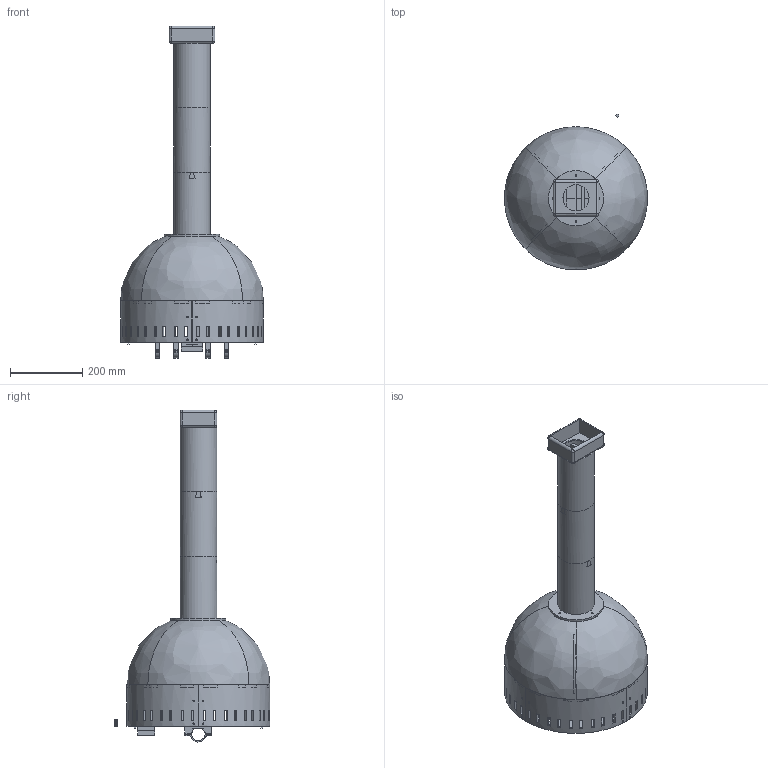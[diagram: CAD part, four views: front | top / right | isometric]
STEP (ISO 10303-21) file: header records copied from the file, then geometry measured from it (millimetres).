
FILE_DESCRIPTION(/* description */ (''),/* implementation_level */ '2;1');
FILE_NAME(/* name */ 'ASMR Robot CAD Files.step',/* time_stamp */ '2025-05-17T20:36:12-05:00',/* author */ (''),/* organization */ (''),/* preprocessor_version */ 'ST-DEVELOPER v20.1',/* originating_system */ 'Autodesk Translation Framework v14.4.0.0',/* authorisation */ '');
FILE_SCHEMA (('AUTOMOTIVE_DESIGN { 1 0 10303 214 3 1 1 }'));
Length unit declared in the file: inch
Products named in the file (1): First Design
Bounding box: 394.97 x 430.32 x 917.4 mm (x, y, z)
Volume: 8595638.4 mm3; surface area: 1818441.1 mm2
Topology: 33 solids, 35 shells, 1168 faces, 2975 edges, 1976 vertices
Faces by surface type: plane 873, cylinder 279, bspline 12, sphere 4
Full cylindrical faces by diameter (mm): 3 x3, 5.116 x68, 5.994 x6, 72.39 x1, 76.2 x3, 101.6 x3, 152.4 x1
Entity records: 37263 total; most frequent: CARTESIAN_POINT 7980, DIRECTION 5977, ORIENTED_EDGE 5942, EDGE_CURVE 2971, LINE 2127, VECTOR 2127, VERTEX_POINT 1976, AXIS2_PLACEMENT_3D 1925
